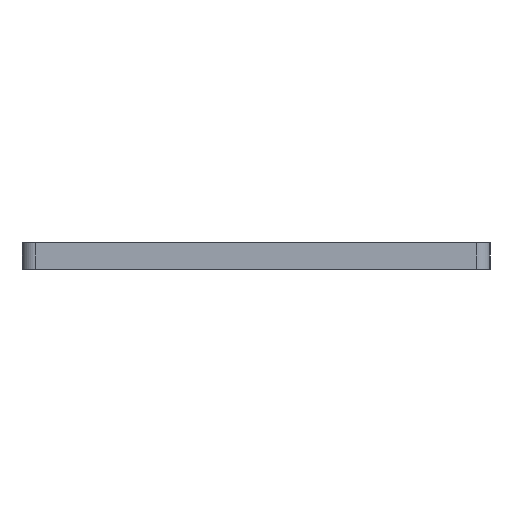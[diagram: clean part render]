
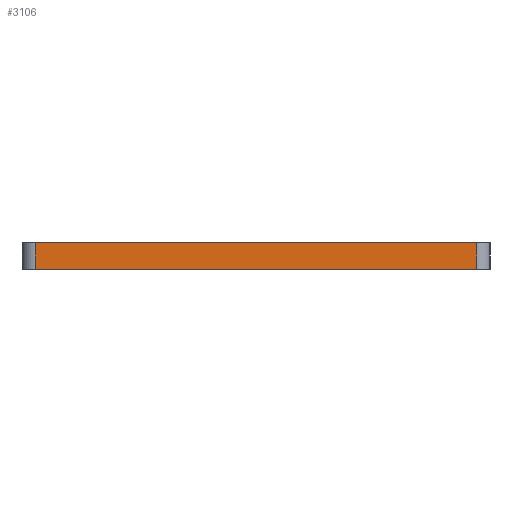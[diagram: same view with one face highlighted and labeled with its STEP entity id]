
A CAD part, left-side view. The second image highlights one B-rep face of the part: STEP entity #3106.
In plain terms, the highlighted planar face has unit normal (-1, 0, 0).
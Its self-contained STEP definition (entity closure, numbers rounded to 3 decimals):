
#1667 = PLANE('',#1668);
#1668 = AXIS2_PLACEMENT_3D('',#1669,#1670,#1671);
#1669 = CARTESIAN_POINT('',(36.653,17.5,0.));
#1670 = DIRECTION('',(0.,0.,1.));
#1671 = DIRECTION('',(1.,0.,0.));
#2096 = PLANE('',#2097);
#2097 = AXIS2_PLACEMENT_3D('',#2098,#2099,#2100);
#2098 = CARTESIAN_POINT('',(36.653,17.5,2.));
#2099 = DIRECTION('',(0.,0.,1.));
#2100 = DIRECTION('',(1.,0.,0.));
#2285 = CYLINDRICAL_SURFACE('',#2286,1.);
#2286 = AXIS2_PLACEMENT_3D('',#2287,#2288,#2289);
#2287 = CARTESIAN_POINT('',(1.,1.,0.));
#2288 = DIRECTION('',(-0.,-0.,-1.));
#2289 = DIRECTION('',(1.,0.,0.));
#2374 = VERTEX_POINT('',#2375);
#2375 = CARTESIAN_POINT('',(0.,34.,0.));
#2390 = CYLINDRICAL_SURFACE('',#2391,1.);
#2391 = AXIS2_PLACEMENT_3D('',#2392,#2393,#2394);
#2392 = CARTESIAN_POINT('',(1.,34.,0.));
#2393 = DIRECTION('',(-0.,-0.,-1.));
#2394 = DIRECTION('',(1.,0.,0.));
#2402 = EDGE_CURVE('',#2374,#2403,#2405,.T.);
#2403 = VERTEX_POINT('',#2404);
#2404 = CARTESIAN_POINT('',(0.,1.,0.));
#2405 = SURFACE_CURVE('',#2406,(#2410,#2417),.PCURVE_S1.);
#2406 = LINE('',#2407,#2408);
#2407 = CARTESIAN_POINT('',(0.,34.,0.));
#2408 = VECTOR('',#2409,1.);
#2409 = DIRECTION('',(0.,-1.,0.));
#2410 = PCURVE('',#1667,#2411);
#2411 = DEFINITIONAL_REPRESENTATION('',(#2412),#2416);
#2412 = LINE('',#2413,#2414);
#2413 = CARTESIAN_POINT('',(-36.653,16.5));
#2414 = VECTOR('',#2415,1.);
#2415 = DIRECTION('',(0.,-1.));
#2416 = ( GEOMETRIC_REPRESENTATION_CONTEXT(2) 
PARAMETRIC_REPRESENTATION_CONTEXT() REPRESENTATION_CONTEXT('2D SPACE',''
  ) );
#2417 = PCURVE('',#2418,#2423);
#2418 = PLANE('',#2419);
#2419 = AXIS2_PLACEMENT_3D('',#2420,#2421,#2422);
#2420 = CARTESIAN_POINT('',(0.,34.,0.));
#2421 = DIRECTION('',(1.,0.,0.));
#2422 = DIRECTION('',(0.,-1.,0.));
#2423 = DEFINITIONAL_REPRESENTATION('',(#2424),#2428);
#2424 = LINE('',#2425,#2426);
#2425 = CARTESIAN_POINT('',(0.,0.));
#2426 = VECTOR('',#2427,1.);
#2427 = DIRECTION('',(1.,0.));
#2428 = ( GEOMETRIC_REPRESENTATION_CONTEXT(2) 
PARAMETRIC_REPRESENTATION_CONTEXT() REPRESENTATION_CONTEXT('2D SPACE',''
  ) );
#2856 = VERTEX_POINT('',#2857);
#2857 = CARTESIAN_POINT('',(0.,34.,2.));
#2879 = EDGE_CURVE('',#2856,#2880,#2882,.T.);
#2880 = VERTEX_POINT('',#2881);
#2881 = CARTESIAN_POINT('',(0.,1.,2.));
#2882 = SURFACE_CURVE('',#2883,(#2887,#2894),.PCURVE_S1.);
#2883 = LINE('',#2884,#2885);
#2884 = CARTESIAN_POINT('',(0.,34.,2.));
#2885 = VECTOR('',#2886,1.);
#2886 = DIRECTION('',(0.,-1.,0.));
#2887 = PCURVE('',#2096,#2888);
#2888 = DEFINITIONAL_REPRESENTATION('',(#2889),#2893);
#2889 = LINE('',#2890,#2891);
#2890 = CARTESIAN_POINT('',(-36.653,16.5));
#2891 = VECTOR('',#2892,1.);
#2892 = DIRECTION('',(0.,-1.));
#2893 = ( GEOMETRIC_REPRESENTATION_CONTEXT(2) 
PARAMETRIC_REPRESENTATION_CONTEXT() REPRESENTATION_CONTEXT('2D SPACE',''
  ) );
#2894 = PCURVE('',#2418,#2895);
#2895 = DEFINITIONAL_REPRESENTATION('',(#2896),#2900);
#2896 = LINE('',#2897,#2898);
#2897 = CARTESIAN_POINT('',(0.,-2.));
#2898 = VECTOR('',#2899,1.);
#2899 = DIRECTION('',(1.,0.));
#2900 = ( GEOMETRIC_REPRESENTATION_CONTEXT(2) 
PARAMETRIC_REPRESENTATION_CONTEXT() REPRESENTATION_CONTEXT('2D SPACE',''
  ) );
#3083 = EDGE_CURVE('',#2403,#2880,#3084,.T.);
#3084 = SURFACE_CURVE('',#3085,(#3089,#3096),.PCURVE_S1.);
#3085 = LINE('',#3086,#3087);
#3086 = CARTESIAN_POINT('',(0.,1.,0.));
#3087 = VECTOR('',#3088,1.);
#3088 = DIRECTION('',(0.,0.,1.));
#3089 = PCURVE('',#2285,#3090);
#3090 = DEFINITIONAL_REPRESENTATION('',(#3091),#3095);
#3091 = LINE('',#3092,#3093);
#3092 = CARTESIAN_POINT('',(-3.142,0.));
#3093 = VECTOR('',#3094,1.);
#3094 = DIRECTION('',(-0.,-1.));
#3095 = ( GEOMETRIC_REPRESENTATION_CONTEXT(2) 
PARAMETRIC_REPRESENTATION_CONTEXT() REPRESENTATION_CONTEXT('2D SPACE',''
  ) );
#3096 = PCURVE('',#2418,#3097);
#3097 = DEFINITIONAL_REPRESENTATION('',(#3098),#3102);
#3098 = LINE('',#3099,#3100);
#3099 = CARTESIAN_POINT('',(33.,0.));
#3100 = VECTOR('',#3101,1.);
#3101 = DIRECTION('',(0.,-1.));
#3102 = ( GEOMETRIC_REPRESENTATION_CONTEXT(2) 
PARAMETRIC_REPRESENTATION_CONTEXT() REPRESENTATION_CONTEXT('2D SPACE',''
  ) );
#3106 = ADVANCED_FACE('',(#3107),#2418,.F.);
#3107 = FACE_BOUND('',#3108,.F.);
#3108 = EDGE_LOOP('',(#3109,#3130,#3131,#3132));
#3109 = ORIENTED_EDGE('',*,*,#3110,.T.);
#3110 = EDGE_CURVE('',#2374,#2856,#3111,.T.);
#3111 = SURFACE_CURVE('',#3112,(#3116,#3123),.PCURVE_S1.);
#3112 = LINE('',#3113,#3114);
#3113 = CARTESIAN_POINT('',(0.,34.,0.));
#3114 = VECTOR('',#3115,1.);
#3115 = DIRECTION('',(0.,0.,1.));
#3116 = PCURVE('',#2418,#3117);
#3117 = DEFINITIONAL_REPRESENTATION('',(#3118),#3122);
#3118 = LINE('',#3119,#3120);
#3119 = CARTESIAN_POINT('',(0.,0.));
#3120 = VECTOR('',#3121,1.);
#3121 = DIRECTION('',(0.,-1.));
#3122 = ( GEOMETRIC_REPRESENTATION_CONTEXT(2) 
PARAMETRIC_REPRESENTATION_CONTEXT() REPRESENTATION_CONTEXT('2D SPACE',''
  ) );
#3123 = PCURVE('',#2390,#3124);
#3124 = DEFINITIONAL_REPRESENTATION('',(#3125),#3129);
#3125 = LINE('',#3126,#3127);
#3126 = CARTESIAN_POINT('',(-3.142,0.));
#3127 = VECTOR('',#3128,1.);
#3128 = DIRECTION('',(-0.,-1.));
#3129 = ( GEOMETRIC_REPRESENTATION_CONTEXT(2) 
PARAMETRIC_REPRESENTATION_CONTEXT() REPRESENTATION_CONTEXT('2D SPACE',''
  ) );
#3130 = ORIENTED_EDGE('',*,*,#2879,.T.);
#3131 = ORIENTED_EDGE('',*,*,#3083,.F.);
#3132 = ORIENTED_EDGE('',*,*,#2402,.F.);
